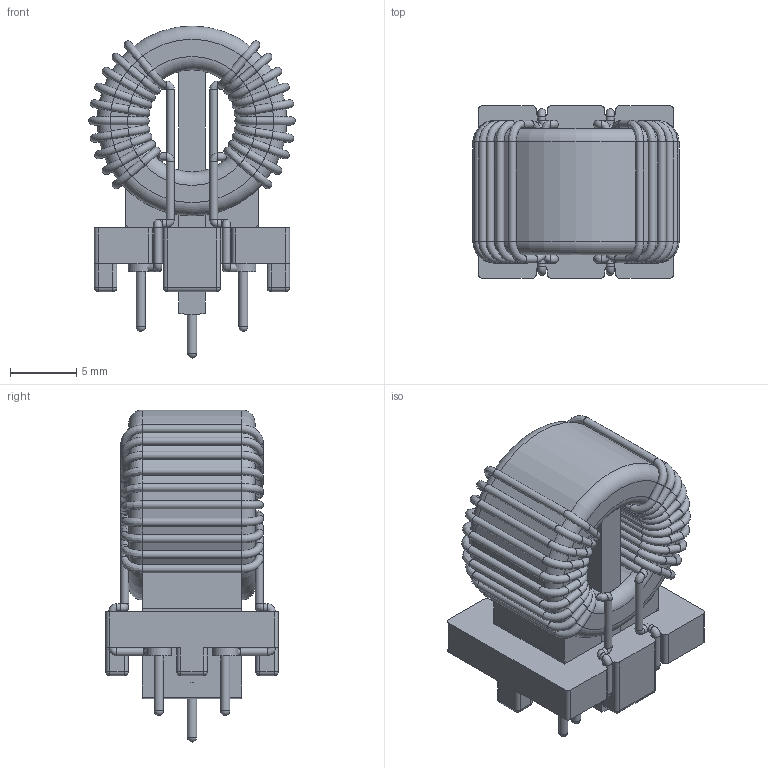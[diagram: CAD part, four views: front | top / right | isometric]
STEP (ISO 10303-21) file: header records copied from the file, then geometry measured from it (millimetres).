
FILE_DESCRIPTION( ( 'Unknown' ), '1' );
FILE_NAME( '744822301.stp', 'Unknown', ( 'Unknown' ), ( 'Unknown' ), 'XStep 1.0', 'Unknown', ' ' );
FILE_SCHEMA( ( 'automotive_design' ) );
Length unit declared in the file: millimetre
Products named in the file (8): Assem1; Base; Klebemasse; Pin; Steg
Bounding box: 15.54 x 13 x 25 mm (x, y, z)
Volume: 4064.4 mm3; surface area: 6235.6 mm2
Topology: 17 solids, 17 shells, 798 faces, 1737 edges, 962 vertices
Faces by surface type: cylinder 340, plane 197, torus 144, bspline 80, sphere 37
Full cylindrical faces by diameter (mm): 0.6 x212, 0.7 x9, 1.9 x5, 7.7 x2, 14.3 x2
Entity records: 20239 total; most frequent: CARTESIAN_POINT 9799, DIRECTION 1644, ORIENTED_EDGE 1188, AXIS2_PLACEMENT_3D 697, EDGE_LOOP 624, FACE_OUTER_BOUND 608, EDGE_CURVE 594, VERTEX_POINT 458
